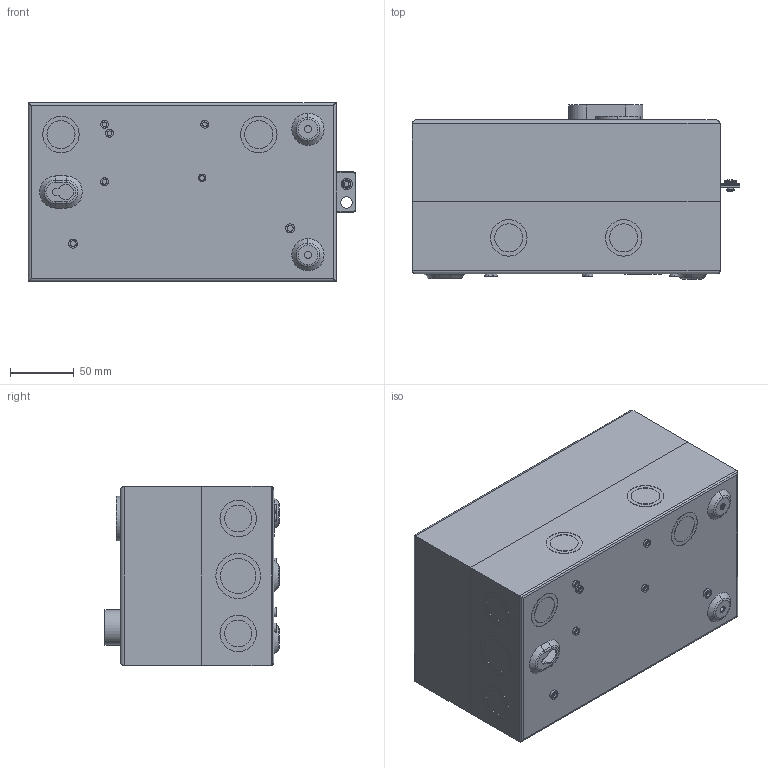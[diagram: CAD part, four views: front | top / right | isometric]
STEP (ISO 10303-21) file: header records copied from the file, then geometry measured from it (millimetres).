
FILE_DESCRIPTION (( 'STEP AP203' ), '1' );
FILE_NAME ('ESW-B9V24A-R28.step', '2020-08-11T10:55:27', ( '' ), ( '' ), 'SwSTEP 2.0', 'SolidWorks 2019', '' );
FILE_SCHEMA (( 'CONFIG_CONTROL_DESIGN' ));
Length unit declared in the file: inch
Products named in the file (1): ESW-B9V24A-R28
Bounding box: 256.9 x 136.3 x 140.6 mm (x, y, z)
Volume: 275301.8 mm3; surface area: 349574 mm2
Topology: 6 solids, 6 shells, 419 faces, 940 edges, 614 vertices
Faces by surface type: cylinder 226, plane 145, cone 19, torus 16, bspline 13
Entity records: 11982 total; most frequent: CARTESIAN_POINT 2465, DIRECTION 2038, ORIENTED_EDGE 1880, EDGE_CURVE 940, AXIS2_PLACEMENT_3D 789, VERTEX_POINT 614, EDGE_LOOP 514, VECTOR 460
